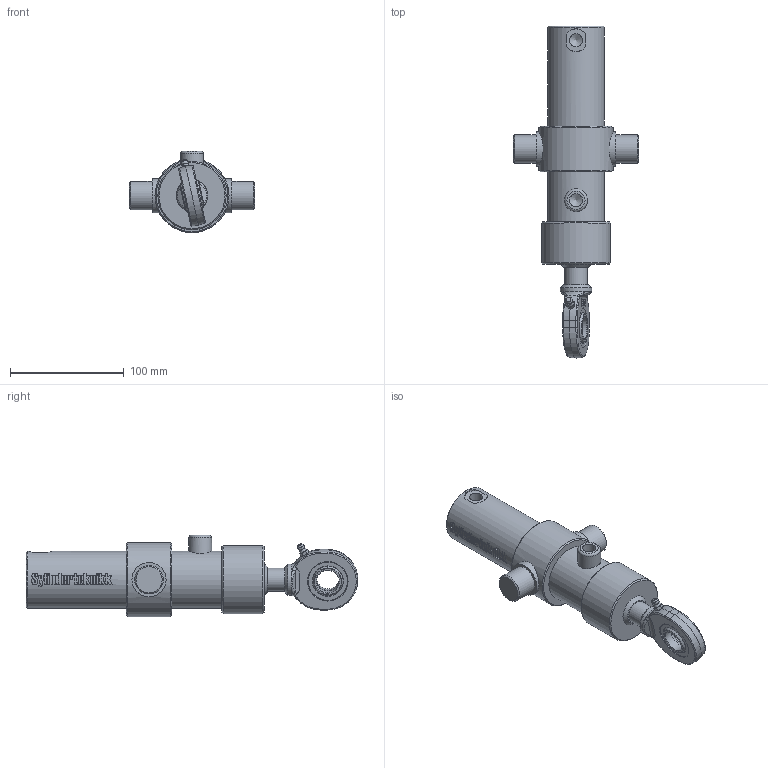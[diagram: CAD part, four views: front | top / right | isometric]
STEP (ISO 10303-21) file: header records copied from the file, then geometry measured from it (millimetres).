
FILE_DESCRIPTION((''),'2;1');
FILE_NAME('DVLP40_20.stp','2010-01-27T10:57:42',('tribel'),(''),'Autodesk Inventor 2009','Autodesk Inventor 2009','');
FILE_SCHEMA(('AUTOMOTIVE_DESIGN { 1 0 10303 214 1 1 1 1 }'));
Length unit declared in the file: millimetre
Products named in the file (5): DVLP40_20; DVLP40_20_body; DVLP40_20_stang; DVLP40_20_Parameters; K-WS20C
Assembly tree (4 placements, depth 2):
  DVLP40_20
    DVLP40_20_body
    DVLP40_20_stang
    DVLP40_20_Parameters
    K-WS20C
Bounding box: 110 x 291.5 x 71.5 mm (x, y, z)
Volume: 424378.3 mm3; surface area: 100656.7 mm2
Topology: 3 solids, 4 shells, 650 faces, 1699 edges, 1112 vertices
Faces by surface type: plane 318, bspline 170, cylinder 91, cone 53, torus 14, sphere 4
Full cylindrical faces by diameter (mm): 1.714 x2, 2 x2, 3 x1, 5.5 x1, 5.6 x1, 6 x1, 20 x5, 25 x1, 27.5 x1, 30 x1, 35 x2, 40 x2, 50 x2, 60 x1, 65 x1
Entity records: 51705 total; most frequent: CARTESIAN_POINT 37503, ORIENTED_EDGE 3184, DIRECTION 2282, EDGE_CURVE 1594, VERTEX_POINT 1077, AXIS2_PLACEMENT_3D 822, EDGE_LOOP 786, FACE_OUTER_BOUND 650
